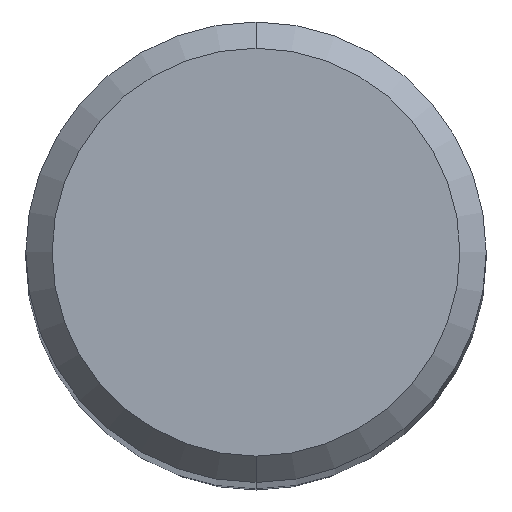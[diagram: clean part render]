
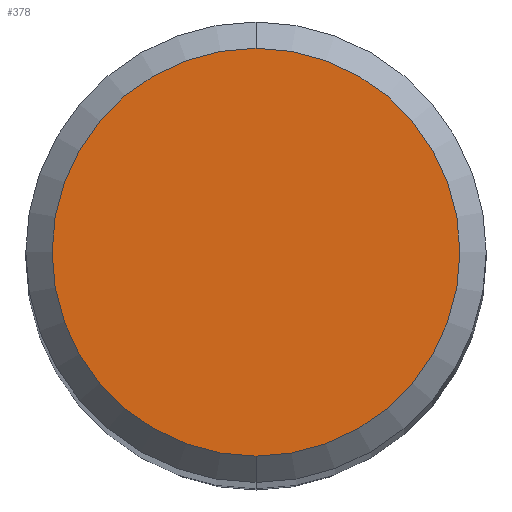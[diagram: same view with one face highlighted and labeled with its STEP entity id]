
A CAD part, top view. The second image highlights one B-rep face of the part: STEP entity #378.
In plain terms, the highlighted planar face has unit normal (0, 0, 1).
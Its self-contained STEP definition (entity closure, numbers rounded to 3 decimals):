
#268=VERTEX_POINT('',#583);
#338=VERTEX_POINT('',#661);
#358=EDGE_CURVE('',#268,#338,#683,.T.);
#368=EDGE_CURVE('',#338,#268,#694,.T.);
#378=ADVANCED_FACE('',(#705),#706,.T.);
#583=CARTESIAN_POINT('',(0.0,3.1,0.0));
#661=CARTESIAN_POINT('',(0.,-3.1,0.0));
#683=CIRCLE('',#1247,3.1);
#694=CIRCLE('',#1264,3.1);
#705=FACE_OUTER_BOUND('',#1280,.T.);
#706=PLANE('',#1281);
#1247=AXIS2_PLACEMENT_3D('',#1668,#1669,#1670);
#1264=AXIS2_PLACEMENT_3D('',#1684,#1685,#1686);
#1280=EDGE_LOOP('',(#1709,#1710));
#1281=AXIS2_PLACEMENT_3D('',#1711,#1712,#1713);
#1668=CARTESIAN_POINT('',(0.0,0.0,0.0));
#1669=DIRECTION('',(0.0,0.0,-1.0));
#1670=DIRECTION('',(0.0,1.0,0.0));
#1684=CARTESIAN_POINT('',(0.0,0.0,0.0));
#1685=DIRECTION('',(0.0,0.0,-1.0));
#1686=DIRECTION('',(0.0,1.0,0.0));
#1709=ORIENTED_EDGE('',*,*,#358,.F.);
#1710=ORIENTED_EDGE('',*,*,#368,.F.);
#1711=CARTESIAN_POINT('',(0.0,1.55,0.0));
#1712=DIRECTION('',(-0.0,0.0,1.0));
#1713=DIRECTION('',(0.0,-1.0,0.0));
